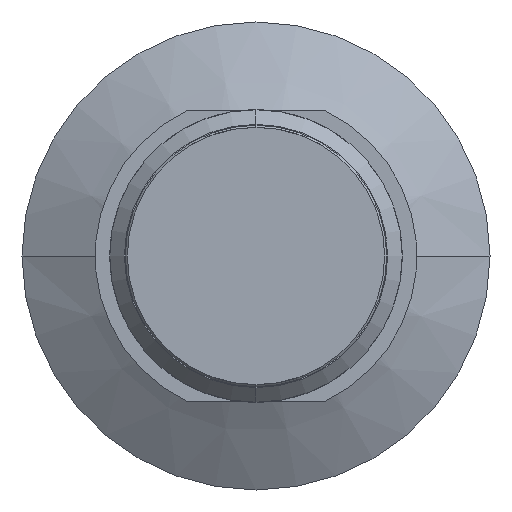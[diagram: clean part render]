
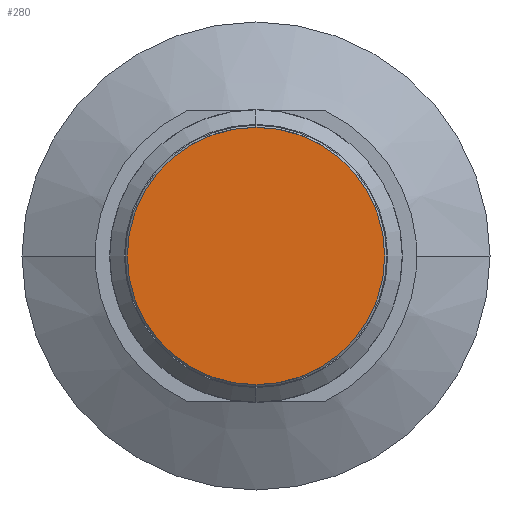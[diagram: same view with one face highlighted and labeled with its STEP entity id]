
A CAD part, front view. The second image highlights one B-rep face of the part: STEP entity #280.
In plain terms, the highlighted planar face has unit normal (0, -1, 0).
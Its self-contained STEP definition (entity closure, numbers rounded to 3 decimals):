
#215 = CIRCLE ( 'NONE', #3825, 2.2 ) ;
#280 = ADVANCED_FACE ( 'Defeature ausgef�hrt1_15', ( #3791 ), #1188, .F. ) ;
#292 = EDGE_CURVE ( 'Defeature ausgef�hrt1_15+Defeature ausgef�hrt1_22+Defeature ausgef�hrt1_22+Defeature ausgef�hrt1_22', #924, #2309, #215, .T. ) ;
#339 = AXIS2_PLACEMENT_3D ( 'NONE', #2915, #3858, #739 ) ;
#403 = ORIENTED_EDGE ( 'NONE', *, *, #292, .T. ) ;
#457 = EDGE_CURVE ( 'Defeature ausgef�hrt1_15+Defeature ausgef�hrt1_22+Defeature ausgef�hrt1_22+Defeature ausgef�hrt1_22', #2309, #924, #3742, .T. ) ;
#739 = DIRECTION ( 'NONE',  ( -1., 0., 0. ) ) ;
#840 = ORIENTED_EDGE ( 'NONE', *, *, #457, .T. ) ;
#857 = DIRECTION ( 'NONE',  ( 0., 1., 0. ) ) ;
#924 = VERTEX_POINT ( 'NONE', #3949 ) ;
#1008 = EDGE_LOOP ( 'NONE', ( #840, #403 ) ) ;
#1166 = DIRECTION ( 'NONE',  ( 1., 0., 0. ) ) ;
#1188 = PLANE ( 'NONE',  #1658 ) ;
#1303 = DIRECTION ( 'NONE',  ( 0., -1., 0. ) ) ;
#1658 = AXIS2_PLACEMENT_3D ( 'NONE', #3091, #857, #1166 ) ;
#2093 = CARTESIAN_POINT ( 'NONE',  ( 0., 0., 0. ) ) ;
#2309 = VERTEX_POINT ( 'NONE', #2995 ) ;
#2915 = CARTESIAN_POINT ( 'NONE',  ( 0., 0., 0. ) ) ;
#2995 = CARTESIAN_POINT ( 'NONE',  ( -2.2, 0., 0. ) ) ;
#3091 = CARTESIAN_POINT ( 'NONE',  ( 0., 0., -1.9 ) ) ;
#3742 = CIRCLE ( 'NONE', #339, 2.2 ) ;
#3791 = FACE_OUTER_BOUND ( 'NONE', #1008, .T. ) ;
#3825 = AXIS2_PLACEMENT_3D ( 'NONE', #2093, #1303, #4025 ) ;
#3858 = DIRECTION ( 'NONE',  ( 0., -1., 0. ) ) ;
#3949 = CARTESIAN_POINT ( 'NONE',  ( 2.2, 0., 0. ) ) ;
#4025 = DIRECTION ( 'NONE',  ( -1., 0., 0. ) ) ;
